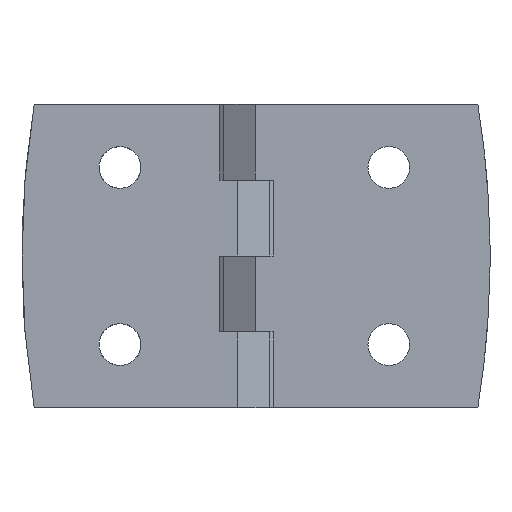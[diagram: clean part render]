
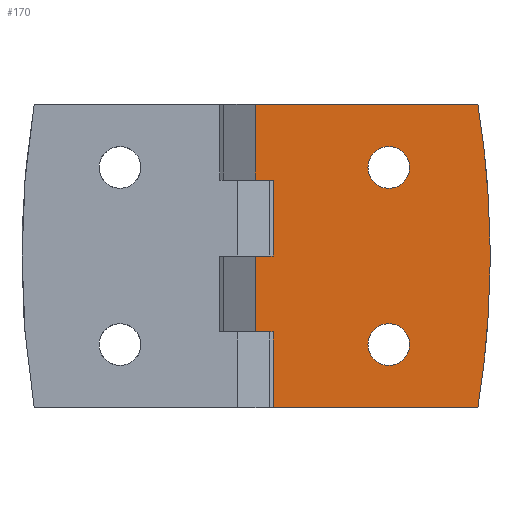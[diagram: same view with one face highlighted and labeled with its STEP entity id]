
A CAD part, front view. The second image highlights one B-rep face of the part: STEP entity #170.
In plain terms, the highlighted planar face has unit normal (0, -1, 0).
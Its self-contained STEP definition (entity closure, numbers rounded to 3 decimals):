
#170 = ADVANCED_FACE( '', ( #337, #338, #339 ), #340, .F. );
#337 = FACE_BOUND( '', #527, .T. );
#338 = FACE_BOUND( '', #528, .T. );
#339 = FACE_OUTER_BOUND( '', #529, .T. );
#340 = PLANE( '', #530 );
#527 = EDGE_LOOP( '', ( #801 ) );
#528 = EDGE_LOOP( '', ( #802 ) );
#529 = EDGE_LOOP( '', ( #803, #804, #805, #806, #807, #808, #809, #810, #811, #812, #813, #814 ) );
#530 = AXIS2_PLACEMENT_3D( '', #815, #816, #817 );
#801 = ORIENTED_EDGE( '', *, *, #1154, .T. );
#802 = ORIENTED_EDGE( '', *, *, #1155, .T. );
#803 = ORIENTED_EDGE( '', *, *, #1147, .T. );
#804 = ORIENTED_EDGE( '', *, *, #1156, .T. );
#805 = ORIENTED_EDGE( '', *, *, #1091, .T. );
#806 = ORIENTED_EDGE( '', *, *, #1157, .T. );
#807 = ORIENTED_EDGE( '', *, *, #1158, .F. );
#808 = ORIENTED_EDGE( '', *, *, #1081, .T. );
#809 = ORIENTED_EDGE( '', *, *, #1159, .F. );
#810 = ORIENTED_EDGE( '', *, *, #1160, .T. );
#811 = ORIENTED_EDGE( '', *, *, #1161, .T. );
#812 = ORIENTED_EDGE( '', *, *, #1162, .F. );
#813 = ORIENTED_EDGE( '', *, *, #1101, .F. );
#814 = ORIENTED_EDGE( '', *, *, #1163, .T. );
#815 = CARTESIAN_POINT( '', ( 1.4, -9., 24. ) );
#816 = DIRECTION( '', ( 0., 1., 0. ) );
#817 = DIRECTION( '', ( 0., 0., 1. ) );
#1081 = EDGE_CURVE( '', #1258, #1256, #1259, .F. );
#1091 = EDGE_CURVE( '', #1274, #1275, #1276, .T. );
#1101 = EDGE_CURVE( '', #1292, #1293, #1294, .T. );
#1147 = EDGE_CURVE( '', #1362, #1367, #1369, .T. );
#1154 = EDGE_CURVE( '', #1378, #1378, #1379, .T. );
#1155 = EDGE_CURVE( '', #1380, #1380, #1381, .T. );
#1156 = EDGE_CURVE( '', #1367, #1274, #1382, .T. );
#1157 = EDGE_CURVE( '', #1275, #1383, #1384, .F. );
#1158 = EDGE_CURVE( '', #1258, #1383, #1385, .T. );
#1159 = EDGE_CURVE( '', #1386, #1256, #1387, .T. );
#1160 = EDGE_CURVE( '', #1386, #1388, #1389, .T. );
#1161 = EDGE_CURVE( '', #1388, #1390, #1391, .T. );
#1162 = EDGE_CURVE( '', #1293, #1390, #1392, .T. );
#1163 = EDGE_CURVE( '', #1292, #1362, #1393, .T. );
#1256 = VERTEX_POINT( '', #1510 );
#1258 = VERTEX_POINT( '', #1513 );
#1259 = CIRCLE( '', #1514, 150.585 );
#1274 = VERTEX_POINT( '', #1533 );
#1275 = VERTEX_POINT( '', #1534 );
#1276 = LINE( '', #1535, #1536 );
#1292 = VERTEX_POINT( '', #1638 );
#1293 = VERTEX_POINT( '', #1639 );
#1294 = LINE( '', #1640, #1641 );
#1362 = VERTEX_POINT( '', #1815 );
#1367 = VERTEX_POINT( '', #1821 );
#1369 = LINE( '', #1824, #1825 );
#1378 = VERTEX_POINT( '', #1918 );
#1379 = CIRCLE( '', #1919, 3.3 );
#1380 = VERTEX_POINT( '', #1920 );
#1381 = CIRCLE( '', #1921, 3.3 );
#1382 = LINE( '', #1922, #1923 );
#1383 = VERTEX_POINT( '', #1924 );
#1384 = CIRCLE( '', #1925, 150.585 );
#1385 = LINE( '', #1926, #1927 );
#1386 = VERTEX_POINT( '', #1928 );
#1387 = LINE( '', #1929, #1930 );
#1388 = VERTEX_POINT( '', #1931 );
#1389 = LINE( '', #1932, #1933 );
#1390 = VERTEX_POINT( '', #1934 );
#1391 = LINE( '', #1935, #1936 );
#1392 = LINE( '', #1937, #1938 );
#1393 = LINE( '', #1939, #1940 );
#1510 = CARTESIAN_POINT( '', ( 36.575, -9., 24. ) );
#1513 = CARTESIAN_POINT( '', ( 38.49, -9., 1.735 ) );
#1514 = AXIS2_PLACEMENT_3D( '', #2134, #2135, #2136 );
#1533 = CARTESIAN_POINT( '', ( 4.2, -9., -24. ) );
#1534 = CARTESIAN_POINT( '', ( 36.575, -9., -24. ) );
#1535 = CARTESIAN_POINT( '', ( 1.4, -9., -24. ) );
#1536 = VECTOR( '', #2150, 1000. );
#1638 = CARTESIAN_POINT( '', ( 1.4, -9., 0. ) );
#1639 = CARTESIAN_POINT( '', ( 4.2, -9., 0. ) );
#1640 = CARTESIAN_POINT( '', ( 1.4, -9., 0. ) );
#1641 = VECTOR( '', #2165, 1000. );
#1815 = CARTESIAN_POINT( '', ( 1.4, -9., -12. ) );
#1821 = CARTESIAN_POINT( '', ( 4.2, -9., -12. ) );
#1824 = CARTESIAN_POINT( '', ( 1.4, -9., -12. ) );
#1825 = VECTOR( '', #2237, 1000. );
#1918 = CARTESIAN_POINT( '', ( 22.5, -9., -10.7 ) );
#1919 = AXIS2_PLACEMENT_3D( '', #2242, #2243, #2244 );
#1920 = CARTESIAN_POINT( '', ( 22.5, -9., 17.3 ) );
#1921 = AXIS2_PLACEMENT_3D( '', #2245, #2246, #2247 );
#1922 = CARTESIAN_POINT( '', ( 4.2, -9., 24. ) );
#1923 = VECTOR( '', #2248, 1000. );
#1924 = CARTESIAN_POINT( '', ( 38.49, -9., -1.735 ) );
#1925 = AXIS2_PLACEMENT_3D( '', #2249, #2250, #2251 );
#1926 = CARTESIAN_POINT( '', ( 38.49, -9., 24. ) );
#1927 = VECTOR( '', #2252, 1000. );
#1928 = CARTESIAN_POINT( '', ( 1.4, -9., 24. ) );
#1929 = CARTESIAN_POINT( '', ( 1.4, -9., 24. ) );
#1930 = VECTOR( '', #2253, 1000. );
#1931 = CARTESIAN_POINT( '', ( 1.4, -9., 12. ) );
#1932 = CARTESIAN_POINT( '', ( 1.4, -9., 24. ) );
#1933 = VECTOR( '', #2254, 1000. );
#1934 = CARTESIAN_POINT( '', ( 4.2, -9., 12. ) );
#1935 = CARTESIAN_POINT( '', ( 1.4, -9., 12. ) );
#1936 = VECTOR( '', #2255, 1000. );
#1937 = CARTESIAN_POINT( '', ( 4.2, -9., 24. ) );
#1938 = VECTOR( '', #2256, 1000. );
#1939 = CARTESIAN_POINT( '', ( 1.4, -9., 24. ) );
#1940 = VECTOR( '', #2257, 1000. );
#2134 = CARTESIAN_POINT( '', ( -112.085, -9., 0. ) );
#2135 = DIRECTION( '', ( 0., 1., 0. ) );
#2136 = DIRECTION( '', ( 0., 0., 1. ) );
#2150 = DIRECTION( '', ( 1., 0., 0. ) );
#2165 = DIRECTION( '', ( 1., 0., 0. ) );
#2237 = DIRECTION( '', ( 1., 0., 0. ) );
#2242 = CARTESIAN_POINT( '', ( 22.5, -9., -14. ) );
#2243 = DIRECTION( '', ( 0., 1., 0. ) );
#2244 = DIRECTION( '', ( 0., 0., 1. ) );
#2245 = CARTESIAN_POINT( '', ( 22.5, -9., 14. ) );
#2246 = DIRECTION( '', ( 0., 1., 0. ) );
#2247 = DIRECTION( '', ( 0., 0., 1. ) );
#2248 = DIRECTION( '', ( 0., 0., -1. ) );
#2249 = CARTESIAN_POINT( '', ( -112.085, -9., 0. ) );
#2250 = DIRECTION( '', ( 0., 1., 0. ) );
#2251 = DIRECTION( '', ( 0., 0., 1. ) );
#2252 = DIRECTION( '', ( 0., 0., -1. ) );
#2253 = DIRECTION( '', ( 1., 0., 0. ) );
#2254 = DIRECTION( '', ( 0., 0., -1. ) );
#2255 = DIRECTION( '', ( 1., 0., 0. ) );
#2256 = DIRECTION( '', ( 0., 0., 1. ) );
#2257 = DIRECTION( '', ( 0., 0., -1. ) );
